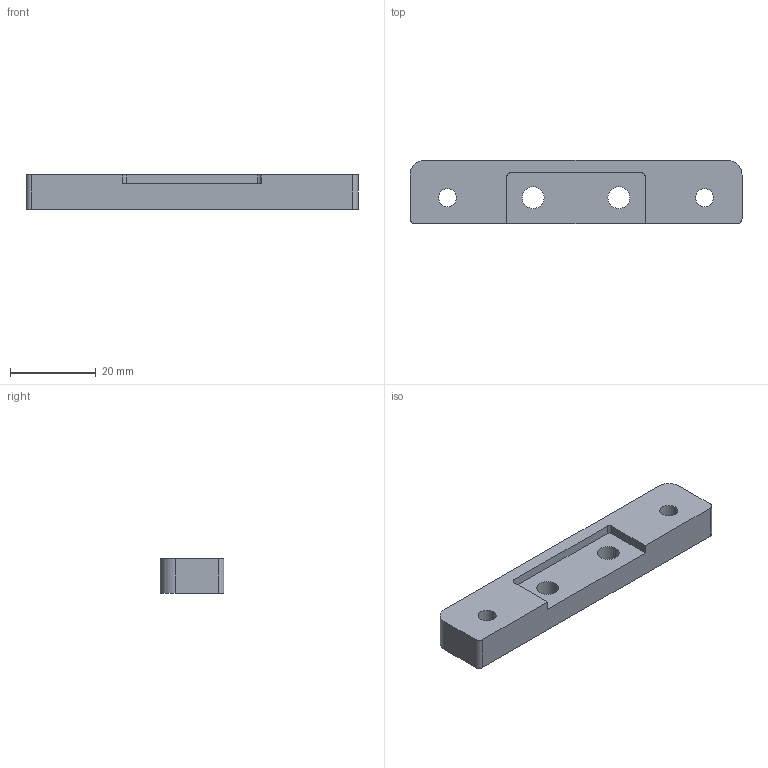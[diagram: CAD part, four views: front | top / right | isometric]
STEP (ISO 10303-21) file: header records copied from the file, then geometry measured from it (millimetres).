
FILE_DESCRIPTION (( 'STEP AP203' ), '1' );
FILE_NAME ('C-Beam Riser Plate.step', '2015-07-29T19:37:21', ( '' ), ( '' ), 'SwSTEP 2.0', 'SolidWorks 2014', '' );
FILE_SCHEMA (( 'CONFIG_CONTROL_DESIGN' ));
Length unit declared in the file: millimetre
Products named in the file (1): C-Beam Riser Plate
Bounding box: 77.5 x 14.87 x 8 mm (x, y, z)
Volume: 7908.5 mm3; surface area: 4051 mm2
Topology: 1 solids, 1 shells, 24 faces, 66 edges, 44 vertices
Faces by surface type: cylinder 14, plane 10
Entity records: 871 total; most frequent: DIRECTION 144, CARTESIAN_POINT 135, ORIENTED_EDGE 132, EDGE_CURVE 66, AXIS2_PLACEMENT_3D 53, VERTEX_POINT 44, VECTOR 38, LINE 38
